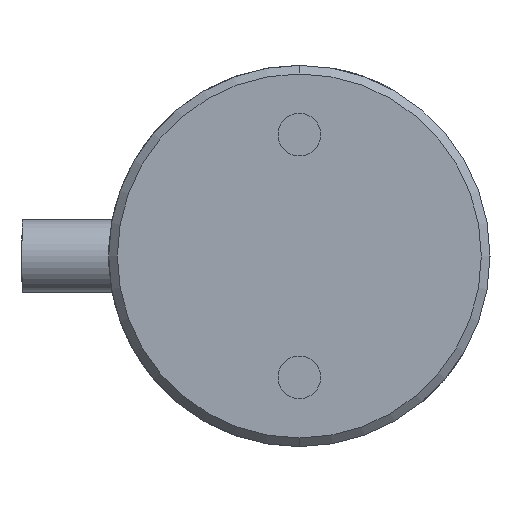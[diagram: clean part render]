
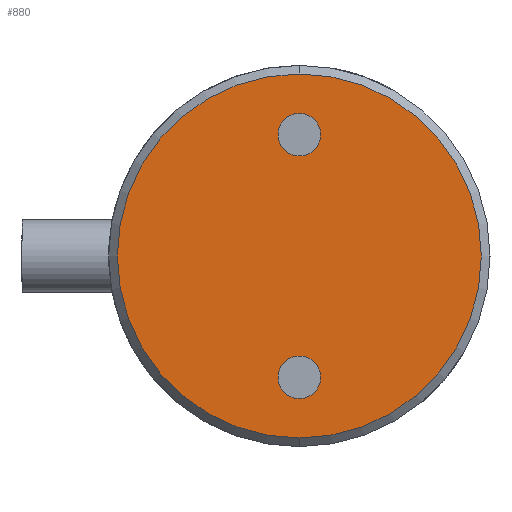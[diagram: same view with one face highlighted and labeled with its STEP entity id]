
A CAD part, left-side view. The second image highlights one B-rep face of the part: STEP entity #880.
In plain terms, the highlighted planar face has unit normal (-1, 0, 0).
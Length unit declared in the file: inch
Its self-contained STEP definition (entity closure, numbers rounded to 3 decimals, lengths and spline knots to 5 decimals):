
#36 = AXIS2_PLACEMENT_3D ( 'NONE', #1371, #3894, #1349 ) ;
#82 = ORIENTED_EDGE ( 'NONE', *, *, #1631, .T. ) ;
#90 = CARTESIAN_POINT ( 'NONE',  ( 0., 0., 0. ) ) ;
#166 = AXIS2_PLACEMENT_3D ( 'NONE', #90, #3755, #2549 ) ;
#241 = ORIENTED_EDGE ( 'NONE', *, *, #1055, .F. ) ;
#243 = CIRCLE ( 'NONE', #2509, 0.04841 ) ;
#254 = PLANE ( 'NONE',  #3007 ) ;
#313 = DIRECTION ( 'NONE',  ( 0., 0., 1. ) ) ;
#406 = CARTESIAN_POINT ( 'NONE',  ( 0., 0., -0.324 ) ) ;
#586 = CIRCLE ( 'NONE', #970, 0.04841 ) ;
#640 = CARTESIAN_POINT ( 'NONE',  ( 0., 0., 0.41339 ) ) ;
#652 = EDGE_LOOP ( 'NONE', ( #1254, #3970 ) ) ;
#670 = EDGE_CURVE ( 'NONE', #948, #766, #3157, .T. ) ;
#766 = VERTEX_POINT ( 'NONE', #3873 ) ;
#836 = DIRECTION ( 'NONE',  ( 1., 0., 0. ) ) ;
#878 = FACE_OUTER_BOUND ( 'NONE', #1917, .T. ) ;
#880 = ADVANCED_FACE ( 'NONE', ( #3094, #3710, #878 ), #254, .F. ) ;
#940 = CARTESIAN_POINT ( 'NONE',  ( 0., 0., 0.27559 ) ) ;
#948 = VERTEX_POINT ( 'NONE', #640 ) ;
#970 = AXIS2_PLACEMENT_3D ( 'NONE', #940, #2173, #313 ) ;
#1055 = EDGE_CURVE ( 'NONE', #766, #948, #3912, .T. ) ;
#1144 = ORIENTED_EDGE ( 'NONE', *, *, #1270, .T. ) ;
#1206 = CARTESIAN_POINT ( 'NONE',  ( 0., 0., 0. ) ) ;
#1254 = ORIENTED_EDGE ( 'NONE', *, *, #2039, .T. ) ;
#1270 = EDGE_CURVE ( 'NONE', #3635, #3228, #1714, .T. ) ;
#1349 = DIRECTION ( 'NONE',  ( 0., 0., -1. ) ) ;
#1371 = CARTESIAN_POINT ( 'NONE',  ( 0., 0., 0. ) ) ;
#1467 = DIRECTION ( 'NONE',  ( 0., 0., 1. ) ) ;
#1631 = EDGE_CURVE ( 'NONE', #3228, #3635, #2703, .T. ) ;
#1679 = CARTESIAN_POINT ( 'NONE',  ( 0., 0., 0.324 ) ) ;
#1714 = CIRCLE ( 'NONE', #3268, 0.04841 ) ;
#1746 = DIRECTION ( 'NONE',  ( 1., 0., 0. ) ) ;
#1847 = ORIENTED_EDGE ( 'NONE', *, *, #670, .F. ) ;
#1917 = EDGE_LOOP ( 'NONE', ( #241, #1847 ) ) ;
#2039 = EDGE_CURVE ( 'NONE', #3812, #2728, #243, .T. ) ;
#2119 = CARTESIAN_POINT ( 'NONE',  ( 0., 0., -0.27559 ) ) ;
#2142 = DIRECTION ( 'NONE',  ( 0., 0., 1. ) ) ;
#2173 = DIRECTION ( 'NONE',  ( 1., 0., 0. ) ) ;
#2352 = EDGE_LOOP ( 'NONE', ( #1144, #82 ) ) ;
#2396 = DIRECTION ( 'NONE',  ( 0., 0., 1. ) ) ;
#2402 = DIRECTION ( 'NONE',  ( 0., 0., -1. ) ) ;
#2509 = AXIS2_PLACEMENT_3D ( 'NONE', #3579, #2938, #2396 ) ;
#2549 = DIRECTION ( 'NONE',  ( 0., 0., -1. ) ) ;
#2672 = EDGE_CURVE ( 'NONE', #2728, #3812, #586, .T. ) ;
#2703 = CIRCLE ( 'NONE', #3596, 0.04841 ) ;
#2728 = VERTEX_POINT ( 'NONE', #2805 ) ;
#2805 = CARTESIAN_POINT ( 'NONE',  ( 0., 0., 0.22719 ) ) ;
#2938 = DIRECTION ( 'NONE',  ( 1., 0., 0. ) ) ;
#3007 = AXIS2_PLACEMENT_3D ( 'NONE', #1206, #3413, #2402 ) ;
#3094 = FACE_BOUND ( 'NONE', #2352, .T. ) ;
#3157 = CIRCLE ( 'NONE', #166, 0.41339 ) ;
#3228 = VERTEX_POINT ( 'NONE', #406 ) ;
#3268 = AXIS2_PLACEMENT_3D ( 'NONE', #2119, #836, #2142 ) ;
#3372 = CARTESIAN_POINT ( 'NONE',  ( 0., 0., -0.27559 ) ) ;
#3413 = DIRECTION ( 'NONE',  ( 1., 0., 0. ) ) ;
#3579 = CARTESIAN_POINT ( 'NONE',  ( 0., 0., 0.27559 ) ) ;
#3596 = AXIS2_PLACEMENT_3D ( 'NONE', #3372, #1746, #1467 ) ;
#3635 = VERTEX_POINT ( 'NONE', #3975 ) ;
#3710 = FACE_BOUND ( 'NONE', #652, .T. ) ;
#3755 = DIRECTION ( 'NONE',  ( 1., 0., 0. ) ) ;
#3812 = VERTEX_POINT ( 'NONE', #1679 ) ;
#3873 = CARTESIAN_POINT ( 'NONE',  ( 0., 0., -0.41339 ) ) ;
#3894 = DIRECTION ( 'NONE',  ( 1., 0., 0. ) ) ;
#3912 = CIRCLE ( 'NONE', #36, 0.41339 ) ;
#3970 = ORIENTED_EDGE ( 'NONE', *, *, #2672, .T. ) ;
#3975 = CARTESIAN_POINT ( 'NONE',  ( 0., 0., -0.22719 ) ) ;
